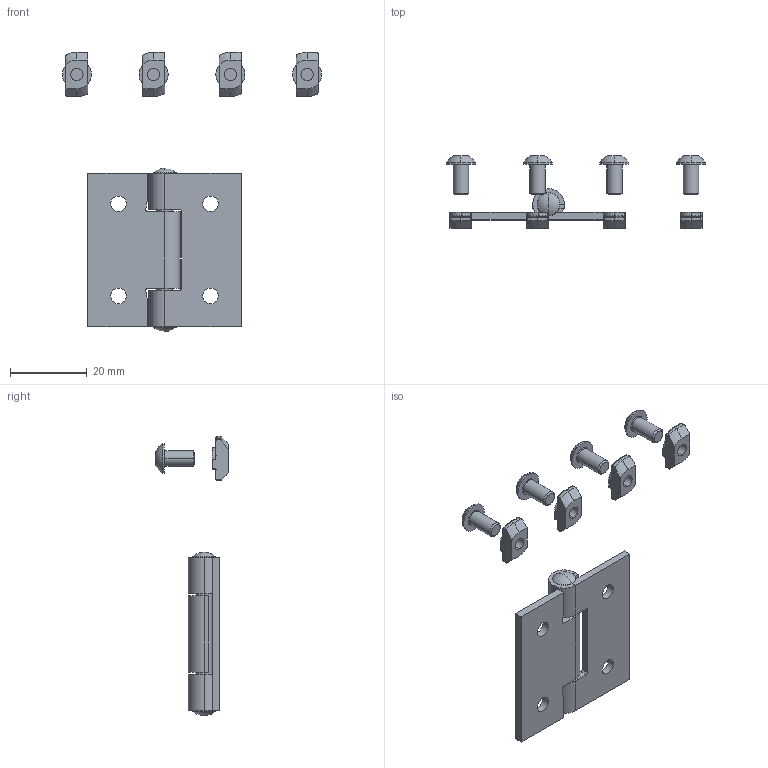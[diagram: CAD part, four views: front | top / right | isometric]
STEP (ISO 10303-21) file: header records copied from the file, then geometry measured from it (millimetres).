
FILE_DESCRIPTION (( 'STEP AP214' ), '1' );
FILE_NAME ('095072s01.STEP', '2014-08-14T13:08:14', ( '' ), ( '' ), 'SwSTEP 2.0', 'SolidWorks 2014', '' );
FILE_SCHEMA (( 'AUTOMOTIVE_DESIGN' ));
Length unit declared in the file: millimetre
Products named in the file (7): 095072s01; 095072r01-r02_095 072 r01; 095072r01-r02_095 072 r02; 095072r03_getaumelt; 095072_095072 -flach; 096h06410_096h06410; socket button head screw_iso_ISO 7380 - M4 x 8 --- 8N
Assembly tree (12 placements, depth 3):
  095072s01
    095072_095072 -flach
      095072r01-r02_095 072 r01
      095072r01-r02_095 072 r02
      095072r03_getaumelt
    096h06410_096h06410  x4
    socket button head screw_iso_ISO 7380 - M4 x 8 --- 8N  x4
Bounding box: 67.6 x 18.9 x 72.8 mm (x, y, z)
Volume: 5825.7 mm3; surface area: 7321.1 mm2
Topology: 11 solids, 11 shells, 470 faces, 1244 edges, 798 vertices
Faces by surface type: plane 262, cylinder 124, torus 48, cone 24, sphere 12
Entity records: 5710 total; most frequent: CARTESIAN_POINT 1214, ORIENTED_EDGE 900, DIRECTION 892, EDGE_CURVE 450, AXIS2_PLACEMENT_3D 325, VERTEX_POINT 291, LINE 242, VECTOR 242
